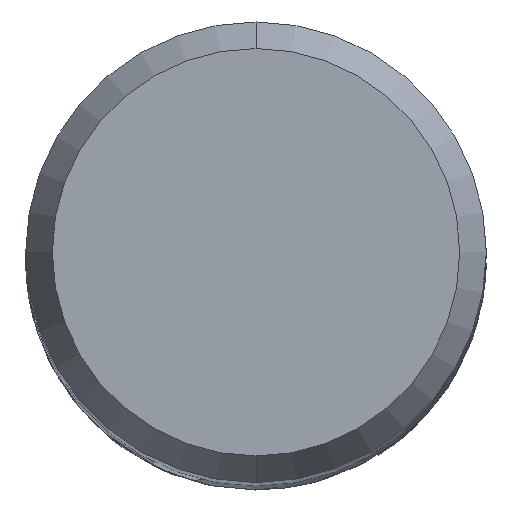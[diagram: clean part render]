
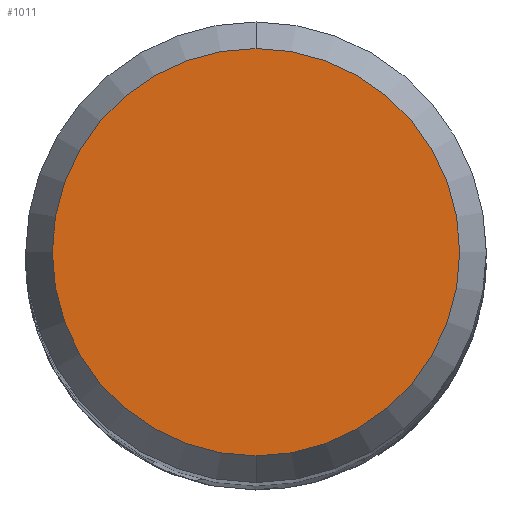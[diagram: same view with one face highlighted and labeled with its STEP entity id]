
A CAD part, top view. The second image highlights one B-rep face of the part: STEP entity #1011.
In plain terms, the highlighted planar face has unit normal (0, 0, 1).
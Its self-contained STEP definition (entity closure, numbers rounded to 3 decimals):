
#1011=ADVANCED_FACE('',(#2204),#2205,.T.);
#1059=EDGE_CURVE('',#1161,#1247,#2257,.T.);
#1161=VERTEX_POINT('',#2369);
#1247=VERTEX_POINT('',#2464);
#1425=EDGE_CURVE('',#1247,#1161,#2653,.T.);
#2204=FACE_OUTER_BOUND('',#7963,.T.);
#2205=PLANE('',#7964);
#2257=CIRCLE('',#8441,4.423);
#2369=CARTESIAN_POINT('',(0.,-4.423,0.0));
#2464=CARTESIAN_POINT('',(0.0,4.423,0.0));
#2653=CIRCLE('',#10833,4.423);
#7963=EDGE_LOOP('',(#14171,#14172));
#7964=AXIS2_PLACEMENT_3D('',#14173,#14174,#14175);
#8441=AXIS2_PLACEMENT_3D('',#14250,#14251,#14252);
#10833=AXIS2_PLACEMENT_3D('',#14629,#14630,#14631);
#14171=ORIENTED_EDGE('',*,*,#1425,.F.);
#14172=ORIENTED_EDGE('',*,*,#1059,.F.);
#14173=CARTESIAN_POINT('',(0.0,2.211,0.0));
#14174=DIRECTION('',(-0.0,0.0,1.0));
#14175=DIRECTION('',(0.0,-1.0,0.0));
#14250=CARTESIAN_POINT('',(0.0,0.0,0.0));
#14251=DIRECTION('',(0.0,0.0,-1.0));
#14252=DIRECTION('',(0.0,1.0,0.0));
#14629=CARTESIAN_POINT('',(0.0,0.0,0.0));
#14630=DIRECTION('',(0.0,0.0,-1.0));
#14631=DIRECTION('',(0.0,1.0,0.0));
